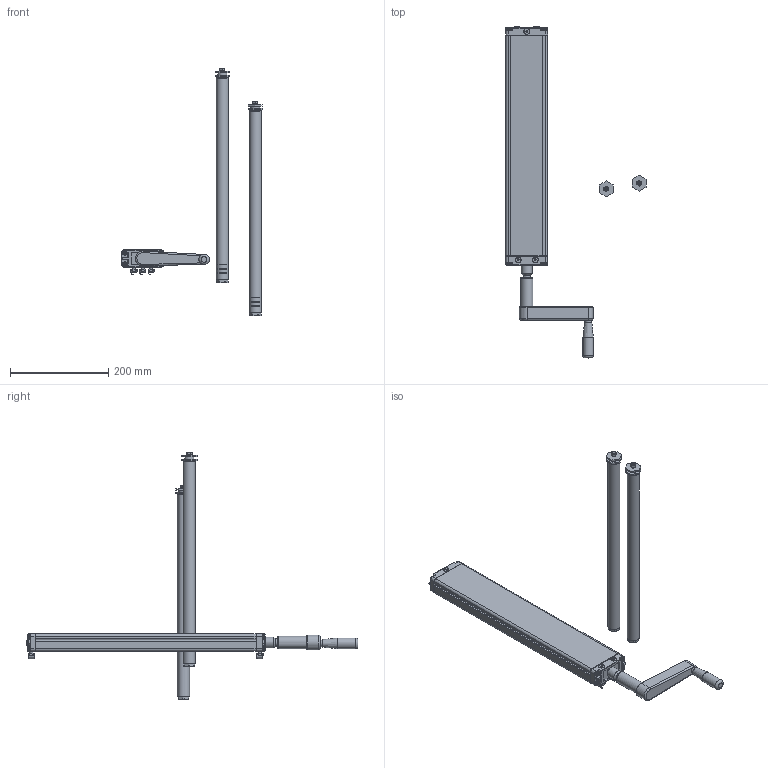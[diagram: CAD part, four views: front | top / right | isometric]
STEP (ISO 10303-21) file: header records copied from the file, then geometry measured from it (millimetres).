
FILE_DESCRIPTION(/* description */ ('Hydrauliksystem LB 300 W - 2 - manuell'),/* implementation_level */ '2;1');
FILE_NAME(/* name */ '270128-2.stp',/* time_stamp */ '2019-10-15T11:24:40+02:00',/* author */ ('Metz'),/* organization */ (''),/* preprocessor_version */ 'ST-DEVELOPER v17.2',/* originating_system */ 'Autodesk Inventor 2019',/* authorisation */ '');
FILE_SCHEMA (('AUTOMOTIVE_DESIGN { 1 0 10303 214 3 1 1 }'));
Length unit declared in the file: millimetre
Products named in the file (24): leer; leer_1; leer_2; leer_3; leer_4; leer_5; leer_6; leer_7; leer_8; leer_9; leer_10; leer_11; leer_12; leer_13; leer_14; leer_15; leer_16; leer_17; leer_18; leer_19; leer_20; leer_21; leer_22; 21-1351-2FZ.005
Assembly tree (33 placements, depth 4):
  leer
    leer_1
      leer_2
      leer_3
        leer_4
        leer_5  x4
        leer_6
        leer_7
        leer_8
      leer_9
        leer_10  x4
        leer_11  x2
        leer_12
    leer_14  x2
      leer_15
      leer_16
      leer_17
        leer_18
        leer_19
        leer_20
    leer_13
    leer_21  x3
      leer_22
      21-1351-2FZ.005
Bounding box: 285.66 x 676.25 x 504.94 mm (x, y, z)
Volume: 756735.9 mm3; surface area: 485963.4 mm2
Topology: 33 solids, 33 shells, 1293 faces, 3126 edges, 1900 vertices
Faces by surface type: plane 495, cylinder 336, cone 286, bspline 104, torus 64, sphere 8
Full cylindrical faces by diameter (mm): 3.1 x1, 3.242 x1, 3.5 x2, 4.1 x4, 4.2 x2, 5 x8, 5.8 x8, 6 x6, 6.647 x2, 6.8 x3, 6.917 x2, 8 x4, 8.376 x2, 9 x2, 9.8 x8, 10 x2, 11.34 x3, 13 x1, 13.9 x4, 14 x4, 15 x1, 16 x2, 17.3 x2, 17.5 x2, 18 x2, 19 x4, 20.8 x6, 21 x2, 21.5 x1, 22 x1
Entity records: 20982 total; most frequent: CARTESIAN_POINT 4440, DIRECTION 3458, ORIENTED_EDGE 3084, EDGE_CURVE 1542, AXIS2_PLACEMENT_3D 1351, VERTEX_POINT 979, LINE 756, VECTOR 756
